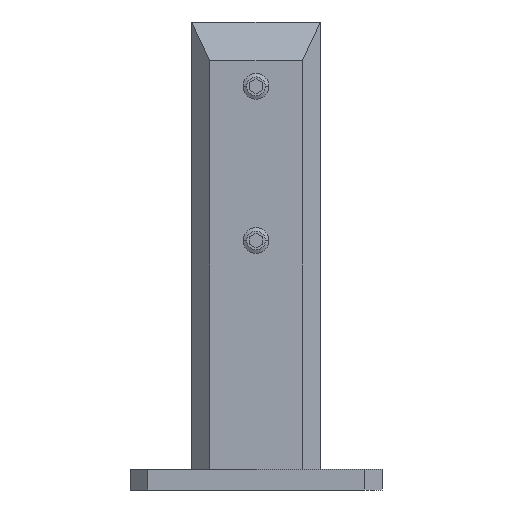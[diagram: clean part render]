
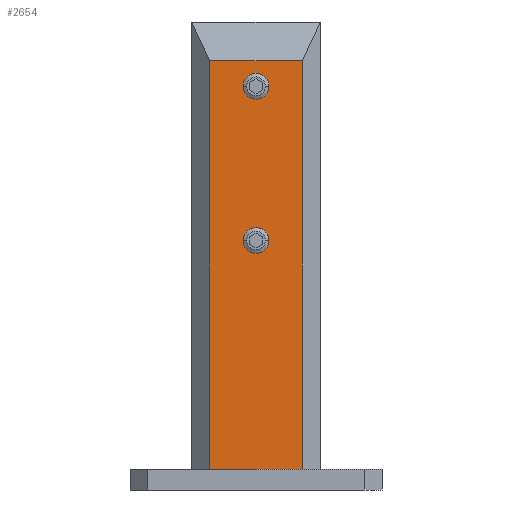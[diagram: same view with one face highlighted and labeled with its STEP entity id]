
A CAD part, front view. The second image highlights one B-rep face of the part: STEP entity #2654.
In plain terms, the highlighted planar face has unit normal (0, -1, 0).
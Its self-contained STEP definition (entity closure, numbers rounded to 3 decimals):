
#75 = EDGE_CURVE ( 'NONE', #849, #9233, #3980, .T. ) ;
#98 = DIRECTION ( 'NONE',  ( 0., 0., 1. ) ) ;
#117 = VECTOR ( 'NONE', #8466, 1000. ) ;
#265 = AXIS2_PLACEMENT_3D ( 'NONE', #6349, #4911, #7746 ) ;
#317 = ORIENTED_EDGE ( 'NONE', *, *, #2578, .T. ) ;
#677 = FACE_OUTER_BOUND ( 'NONE', #7270, .T. ) ;
#681 = AXIS2_PLACEMENT_3D ( 'NONE', #5684, #6452, #7795 ) ;
#706 = VECTOR ( 'NONE', #2536, 1000. ) ;
#707 = EDGE_CURVE ( 'NONE', #2523, #4483, #2954, .T. ) ;
#849 = VERTEX_POINT ( 'NONE', #7394 ) ;
#886 = VERTEX_POINT ( 'NONE', #6886 ) ;
#1051 = EDGE_CURVE ( 'NONE', #8114, #849, #4629, .T. ) ;
#1259 = CIRCLE ( 'NONE', #8257, 4.25 ) ;
#1375 = ORIENTED_EDGE ( 'NONE', *, *, #6619, .T. ) ;
#1386 = DIRECTION ( 'NONE',  ( 0., 0., 1. ) ) ;
#1416 = CIRCLE ( 'NONE', #1561, 4.25 ) ;
#1520 = CARTESIAN_POINT ( 'NONE',  ( 0., -25., 84.75 ) ) ;
#1546 = CARTESIAN_POINT ( 'NONE',  ( 0., -25., 149. ) ) ;
#1561 = AXIS2_PLACEMENT_3D ( 'NONE', #1546, #8644, #98 ) ;
#1864 = CIRCLE ( 'NONE', #2901, 4.25 ) ;
#2196 = EDGE_CURVE ( 'NONE', #2239, #886, #1864, .T. ) ;
#2239 = VERTEX_POINT ( 'NONE', #1520 ) ;
#2275 = VERTEX_POINT ( 'NONE', #3748 ) ;
#2391 = CARTESIAN_POINT ( 'NONE',  ( -25., -25., 0. ) ) ;
#2443 = ORIENTED_EDGE ( 'NONE', *, *, #2196, .T. ) ;
#2508 = CARTESIAN_POINT ( 'NONE',  ( 0., -25., 153.25 ) ) ;
#2523 = VERTEX_POINT ( 'NONE', #5558 ) ;
#2536 = DIRECTION ( 'NONE',  ( 1., 0., 0. ) ) ;
#2578 = EDGE_CURVE ( 'NONE', #4483, #2523, #1416, .T. ) ;
#2654 = ADVANCED_FACE ( 'NONE', ( #5776, #7116, #677 ), #4921, .F. ) ;
#2793 = EDGE_CURVE ( 'NONE', #2275, #8114, #4482, .T. ) ;
#2794 = CARTESIAN_POINT ( 'NONE',  ( 18., -25., 0. ) ) ;
#2901 = AXIS2_PLACEMENT_3D ( 'NONE', #6428, #9243, #1386 ) ;
#2954 = CIRCLE ( 'NONE', #265, 4.25 ) ;
#3000 = CARTESIAN_POINT ( 'NONE',  ( -18., -25., 159. ) ) ;
#3143 = ORIENTED_EDGE ( 'NONE', *, *, #75, .T. ) ;
#3590 = DIRECTION ( 'NONE',  ( 0., 0., 1. ) ) ;
#3612 = EDGE_CURVE ( 'NONE', #9233, #2275, #6396, .T. ) ;
#3748 = CARTESIAN_POINT ( 'NONE',  ( 18., -25., 159. ) ) ;
#3775 = CARTESIAN_POINT ( 'NONE',  ( -25., -25., 159. ) ) ;
#3980 = LINE ( 'NONE', #2391, #706 ) ;
#4030 = EDGE_LOOP ( 'NONE', ( #317, #7367 ) ) ;
#4482 = LINE ( 'NONE', #3775, #5279 ) ;
#4483 = VERTEX_POINT ( 'NONE', #2508 ) ;
#4629 = LINE ( 'NONE', #6079, #117 ) ;
#4658 = VECTOR ( 'NONE', #3590, 1000. ) ;
#4911 = DIRECTION ( 'NONE',  ( 0., 1., 0. ) ) ;
#4921 = PLANE ( 'NONE',  #681 ) ;
#5258 = ORIENTED_EDGE ( 'NONE', *, *, #3612, .T. ) ;
#5271 = CARTESIAN_POINT ( 'NONE',  ( 0., -25., 89. ) ) ;
#5279 = VECTOR ( 'NONE', #5315, 1000. ) ;
#5315 = DIRECTION ( 'NONE',  ( -1., 0., 0. ) ) ;
#5558 = CARTESIAN_POINT ( 'NONE',  ( 0., -25., 144.75 ) ) ;
#5684 = CARTESIAN_POINT ( 'NONE',  ( -25., -25., 174. ) ) ;
#5776 = FACE_BOUND ( 'NONE', #8394, .T. ) ;
#5922 = DIRECTION ( 'NONE',  ( 0., 0., 1. ) ) ;
#6079 = CARTESIAN_POINT ( 'NONE',  ( -18., -25., 174. ) ) ;
#6349 = CARTESIAN_POINT ( 'NONE',  ( 0., -25., 149. ) ) ;
#6396 = LINE ( 'NONE', #7747, #4658 ) ;
#6428 = CARTESIAN_POINT ( 'NONE',  ( 0., -25., 89. ) ) ;
#6452 = DIRECTION ( 'NONE',  ( 0., 1., 0. ) ) ;
#6619 = EDGE_CURVE ( 'NONE', #886, #2239, #1259, .T. ) ;
#6886 = CARTESIAN_POINT ( 'NONE',  ( 0., -25., 93.25 ) ) ;
#7116 = FACE_BOUND ( 'NONE', #4030, .T. ) ;
#7124 = ORIENTED_EDGE ( 'NONE', *, *, #2793, .T. ) ;
#7270 = EDGE_LOOP ( 'NONE', ( #3143, #5258, #7124, #8966 ) ) ;
#7367 = ORIENTED_EDGE ( 'NONE', *, *, #707, .T. ) ;
#7394 = CARTESIAN_POINT ( 'NONE',  ( -18., -25., 0. ) ) ;
#7746 = DIRECTION ( 'NONE',  ( 0., 0., 1. ) ) ;
#7747 = CARTESIAN_POINT ( 'NONE',  ( 18., -25., 174. ) ) ;
#7795 = DIRECTION ( 'NONE',  ( 0., 0., 1. ) ) ;
#8078 = DIRECTION ( 'NONE',  ( 0., 1., 0. ) ) ;
#8114 = VERTEX_POINT ( 'NONE', #3000 ) ;
#8257 = AXIS2_PLACEMENT_3D ( 'NONE', #5271, #8078, #5922 ) ;
#8394 = EDGE_LOOP ( 'NONE', ( #1375, #2443 ) ) ;
#8466 = DIRECTION ( 'NONE',  ( 0., 0., -1. ) ) ;
#8644 = DIRECTION ( 'NONE',  ( 0., 1., 0. ) ) ;
#8966 = ORIENTED_EDGE ( 'NONE', *, *, #1051, .T. ) ;
#9233 = VERTEX_POINT ( 'NONE', #2794 ) ;
#9243 = DIRECTION ( 'NONE',  ( 0., 1., 0. ) ) ;
